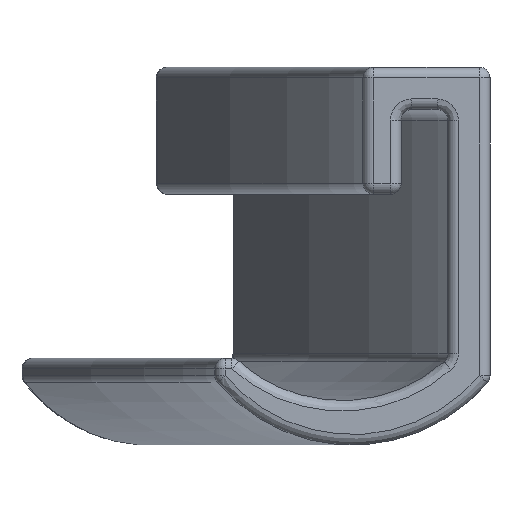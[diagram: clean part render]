
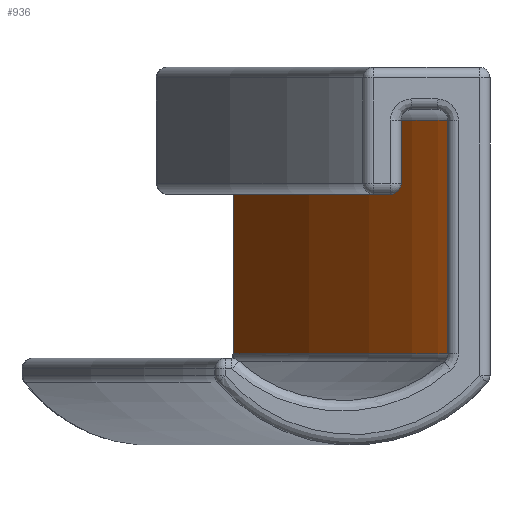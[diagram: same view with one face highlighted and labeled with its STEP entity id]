
A CAD part, front view. The second image highlights one B-rep face of the part: STEP entity #936.
In plain terms, the highlighted cylindrical face has radius 110 mm (diameter 220 mm), a partial arc.
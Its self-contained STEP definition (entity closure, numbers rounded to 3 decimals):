
#52=LINE('',#1663,#88);
#81=LINE('',#2154,#117);
#88=VECTOR('',#1141,10.);
#117=VECTOR('',#1372,10.);
#140=CYLINDRICAL_SURFACE('',#1090,110.);
#202=FACE_OUTER_BOUND('',#270,.T.);
#270=EDGE_LOOP('',(#815,#816,#817,#818));
#317=CIRCLE('',#981,110.);
#381=CIRCLE('',#1085,110.);
#387=VERTEX_POINT('',#1486);
#391=VERTEX_POINT('',#1527);
#404=VERTEX_POINT('',#1617);
#408=VERTEX_POINT('',#1654);
#484=EDGE_CURVE('',#391,#408,#52,.T.);
#487=EDGE_CURVE('',#408,#404,#317,.T.);
#584=EDGE_CURVE('',#404,#387,#81,.T.);
#589=EDGE_CURVE('',#387,#391,#381,.T.);
#815=ORIENTED_EDGE('',*,*,#484,.F.);
#816=ORIENTED_EDGE('',*,*,#589,.F.);
#817=ORIENTED_EDGE('',*,*,#584,.F.);
#818=ORIENTED_EDGE('',*,*,#487,.F.);
#936=ADVANCED_FACE('',(#202),#140,.F.);
#981=AXIS2_PLACEMENT_3D('',#1667,#1147,#1148);
#1085=AXIS2_PLACEMENT_3D('',#2162,#1385,#1386);
#1090=AXIS2_PLACEMENT_3D('',#2169,#1397,#1398);
#1141=DIRECTION('',(0.,0.,-1.));
#1147=DIRECTION('center_axis',(0.,0.,1.));
#1148=DIRECTION('ref_axis',(0.976,0.216,0.));
#1372=DIRECTION('',(0.,0.,1.));
#1385=DIRECTION('center_axis',(0.,0.,-1.));
#1386=DIRECTION('ref_axis',(0.976,0.216,0.));
#1397=DIRECTION('center_axis',(0.,0.,1.));
#1398=DIRECTION('ref_axis',(1.,0.,0.));
#1486=CARTESIAN_POINT('',(-0.097,46.036,11.25));
#1527=CARTESIAN_POINT('',(9.999,0.498,11.25));
#1617=CARTESIAN_POINT('',(-0.097,46.036,0.219));
#1654=CARTESIAN_POINT('',(9.999,0.498,0.219));
#1663=CARTESIAN_POINT('',(9.999,0.498,5.875));
#1667=CARTESIAN_POINT('Origin',(-100.,0.,0.219));
#2154=CARTESIAN_POINT('',(-0.097,46.036,5.875));
#2162=CARTESIAN_POINT('Origin',(-100.,0.,11.25));
#2169=CARTESIAN_POINT('Origin',(-100.,0.,5.875));
